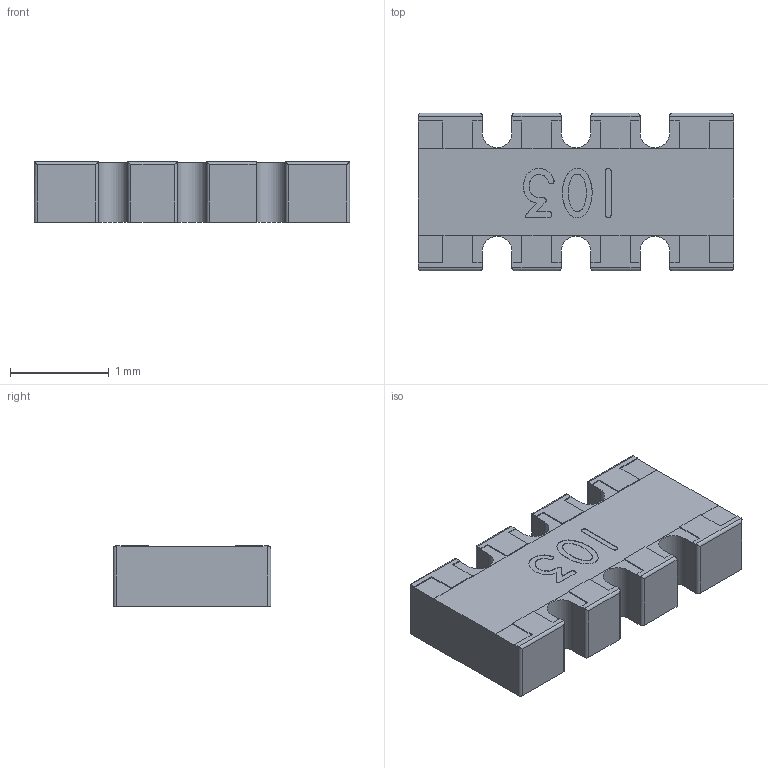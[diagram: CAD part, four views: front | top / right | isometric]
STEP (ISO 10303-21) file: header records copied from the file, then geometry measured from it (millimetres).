
FILE_DESCRIPTION((''),'2;1');
FILE_NAME('YC164_RESPACK.stp','2013-10-09T19:27:08',('Zooley'),(''),'Autodesk Inventor 2011','Autodesk Inventor 2011','');
FILE_SCHEMA(('AUTOMOTIVE_DESIGN { 1 0 10303 214 1 1 1 1 }'));
Length unit declared in the file: millimetre
Products named in the file (1): YC164_RESPACK
Bounding box: 3.2 x 1.6 x 0.61 mm (x, y, z)
Volume: 2.7 mm3; surface area: 16.9 mm2
Topology: 1 solids, 1 shells, 172 faces, 467 edges, 301 vertices
Faces by surface type: plane 102, bspline 41, cylinder 29
Entity records: 5584 total; most frequent: CARTESIAN_POINT 1318, ORIENTED_EDGE 934, DIRECTION 692, EDGE_CURVE 467, VECTOR 342, LINE 342, VERTEX_POINT 301, EDGE_LOOP 176
